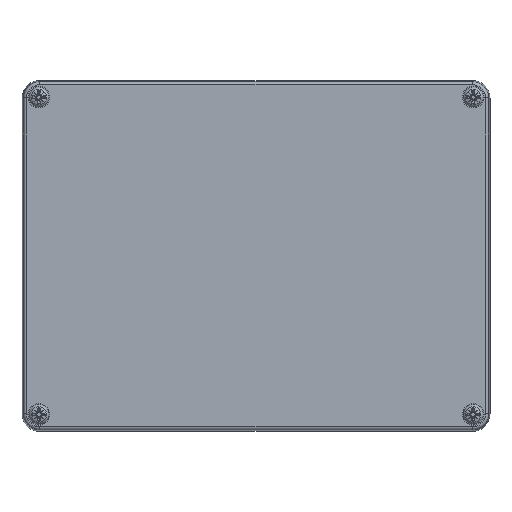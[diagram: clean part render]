
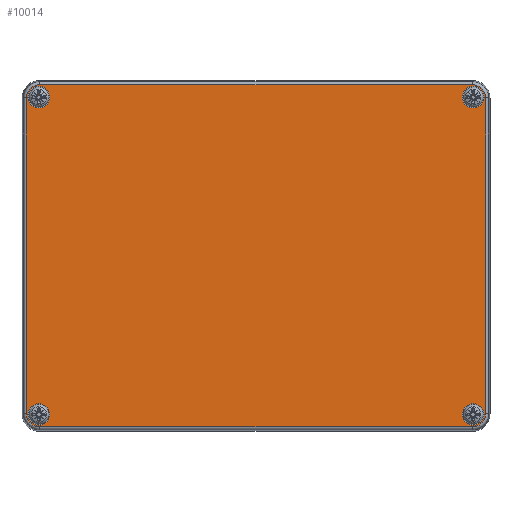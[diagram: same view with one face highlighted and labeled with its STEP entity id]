
A CAD part, top view. The second image highlights one B-rep face of the part: STEP entity #10014.
In plain terms, the highlighted face is planar.
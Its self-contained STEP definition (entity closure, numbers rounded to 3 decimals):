
#9474=CARTESIAN_POINT('',(70.55,-54.25,-30.5));
#9475=VERTEX_POINT('',#9474);
#9476=CARTESIAN_POINT('',(74.25,-54.25,-30.5));
#9477=DIRECTION('',(0.0,0.0,1.0));
#9478=DIRECTION('',(1.0,0.0,0.0));
#9479=AXIS2_PLACEMENT_3D('',#9476,#9477,#9478);
#9480=CIRCLE('',#9479,3.7);
#9481=EDGE_CURVE('',#9475,#9475,#9480,.T.);
#9514=CARTESIAN_POINT('',(70.55,54.25,-30.5));
#9515=VERTEX_POINT('',#9514);
#9516=CARTESIAN_POINT('',(74.25,54.25,-30.5));
#9517=DIRECTION('',(0.0,0.0,1.0));
#9518=DIRECTION('',(1.0,0.0,0.0));
#9519=AXIS2_PLACEMENT_3D('',#9516,#9517,#9518);
#9520=CIRCLE('',#9519,3.7);
#9521=EDGE_CURVE('',#9515,#9515,#9520,.T.);
#9554=CARTESIAN_POINT('',(-77.95,54.25,-30.5));
#9555=VERTEX_POINT('',#9554);
#9556=CARTESIAN_POINT('',(-74.25,54.25,-30.5));
#9557=DIRECTION('',(0.0,0.0,1.0));
#9558=DIRECTION('',(1.0,0.0,0.0));
#9559=AXIS2_PLACEMENT_3D('',#9556,#9557,#9558);
#9560=CIRCLE('',#9559,3.7);
#9561=EDGE_CURVE('',#9555,#9555,#9560,.T.);
#9594=CARTESIAN_POINT('',(-77.95,-54.25,-30.5));
#9595=VERTEX_POINT('',#9594);
#9596=CARTESIAN_POINT('',(-74.25,-54.25,-30.5));
#9597=DIRECTION('',(0.0,0.0,1.0));
#9598=DIRECTION('',(1.0,0.0,0.0));
#9599=AXIS2_PLACEMENT_3D('',#9596,#9597,#9598);
#9600=CIRCLE('',#9599,3.7);
#9601=EDGE_CURVE('',#9595,#9595,#9600,.T.);
#9625=CARTESIAN_POINT('',(74.,-58.485,-30.5));
#9626=VERTEX_POINT('',#9625);
#9634=CARTESIAN_POINT('',(78.485,-54.0,-30.5));
#9635=VERTEX_POINT('',#9634);
#9636=CARTESIAN_POINT('',(74.,-54.0,-30.5));
#9637=DIRECTION('',(0.0,0.0,1.0));
#9638=DIRECTION('',(0.707,-0.707,0.0));
#9639=AXIS2_PLACEMENT_3D('',#9636,#9637,#9638);
#9640=CIRCLE('',#9639,4.485);
#9641=EDGE_CURVE('',#9626,#9635,#9640,.T.);
#9669=CARTESIAN_POINT('',(-74.,-58.485,-30.5));
#9670=VERTEX_POINT('',#9669);
#9678=CARTESIAN_POINT('',(-74.,-58.485,-30.5));
#9679=DIRECTION('',(1.0,0.0,0.0));
#9680=VECTOR('',#9679,148.);
#9681=LINE('',#9678,#9680);
#9682=EDGE_CURVE('',#9670,#9626,#9681,.T.);
#9699=CARTESIAN_POINT('',(78.485,54.,-30.5));
#9700=VERTEX_POINT('',#9699);
#9717=CARTESIAN_POINT('',(78.485,-54.0,-30.5));
#9718=DIRECTION('',(0.0,1.0,0.0));
#9719=VECTOR('',#9718,108.);
#9720=LINE('',#9717,#9719);
#9721=EDGE_CURVE('',#9635,#9700,#9720,.T.);
#9733=CARTESIAN_POINT('',(-78.485,-54.,-30.5));
#9734=VERTEX_POINT('',#9733);
#9742=CARTESIAN_POINT('',(-74.,-54.0,-30.5));
#9743=DIRECTION('',(0.0,0.0,1.0));
#9744=DIRECTION('',(-0.707,-0.707,0.0));
#9745=AXIS2_PLACEMENT_3D('',#9742,#9743,#9744);
#9746=CIRCLE('',#9745,4.485);
#9747=EDGE_CURVE('',#9734,#9670,#9746,.T.);
#9765=CARTESIAN_POINT('',(74.,58.485,-30.5));
#9766=VERTEX_POINT('',#9765);
#9784=CARTESIAN_POINT('',(74.,54.0,-30.5));
#9785=DIRECTION('',(0.0,0.0,1.0));
#9786=DIRECTION('',(0.707,0.707,0.0));
#9787=AXIS2_PLACEMENT_3D('',#9784,#9785,#9786);
#9788=CIRCLE('',#9787,4.485);
#9789=EDGE_CURVE('',#9700,#9766,#9788,.T.);
#9801=CARTESIAN_POINT('',(-78.485,54.0,-30.5));
#9802=VERTEX_POINT('',#9801);
#9810=CARTESIAN_POINT('',(-78.485,54.0,-30.5));
#9811=DIRECTION('',(0.0,-1.0,0.0));
#9812=VECTOR('',#9811,108.0);
#9813=LINE('',#9810,#9812);
#9814=EDGE_CURVE('',#9802,#9734,#9813,.T.);
#9831=CARTESIAN_POINT('',(-74.,58.485,-30.5));
#9832=VERTEX_POINT('',#9831);
#9849=CARTESIAN_POINT('',(74.,58.485,-30.5));
#9850=DIRECTION('',(-1.0,0.0,0.0));
#9851=VECTOR('',#9850,148.);
#9852=LINE('',#9849,#9851);
#9853=EDGE_CURVE('',#9766,#9832,#9852,.T.);
#9872=CARTESIAN_POINT('',(-74.,54.0,-30.5));
#9873=DIRECTION('',(0.0,0.0,1.0));
#9874=DIRECTION('',(-0.707,0.707,0.0));
#9875=AXIS2_PLACEMENT_3D('',#9872,#9873,#9874);
#9876=CIRCLE('',#9875,4.485);
#9877=EDGE_CURVE('',#9832,#9802,#9876,.T.);
#9987=CARTESIAN_POINT('',(0.,0.,-30.5));
#9988=DIRECTION('',(0.0,0.0,1.0));
#9989=DIRECTION('',(1.0,0.0,0.0));
#9990=AXIS2_PLACEMENT_3D('',#9987,#9988,#9989);
#9991=PLANE('',#9990);
#9992=ORIENTED_EDGE('',*,*,#9641,.F.);
#9993=ORIENTED_EDGE('',*,*,#9682,.F.);
#9994=ORIENTED_EDGE('',*,*,#9747,.F.);
#9995=ORIENTED_EDGE('',*,*,#9814,.F.);
#9996=ORIENTED_EDGE('',*,*,#9877,.F.);
#9997=ORIENTED_EDGE('',*,*,#9853,.F.);
#9998=ORIENTED_EDGE('',*,*,#9789,.F.);
#9999=ORIENTED_EDGE('',*,*,#9721,.F.);
#10000=EDGE_LOOP('',(#9992,#9993,#9994,#9995,#9996,#9997,#9998,#9999));
#10001=FACE_OUTER_BOUND('',#10000,.T.);
#10002=ORIENTED_EDGE('',*,*,#9481,.T.);
#10003=EDGE_LOOP('',(#10002));
#10004=FACE_BOUND('',#10003,.T.);
#10005=ORIENTED_EDGE('',*,*,#9521,.T.);
#10006=EDGE_LOOP('',(#10005));
#10007=FACE_BOUND('',#10006,.T.);
#10008=ORIENTED_EDGE('',*,*,#9561,.T.);
#10009=EDGE_LOOP('',(#10008));
#10010=FACE_BOUND('',#10009,.T.);
#10011=ORIENTED_EDGE('',*,*,#9601,.T.);
#10012=EDGE_LOOP('',(#10011));
#10013=FACE_BOUND('',#10012,.T.);
#10014=ADVANCED_FACE('',(#10001,#10004,#10007,#10010,#10013),#9991,.F.);
